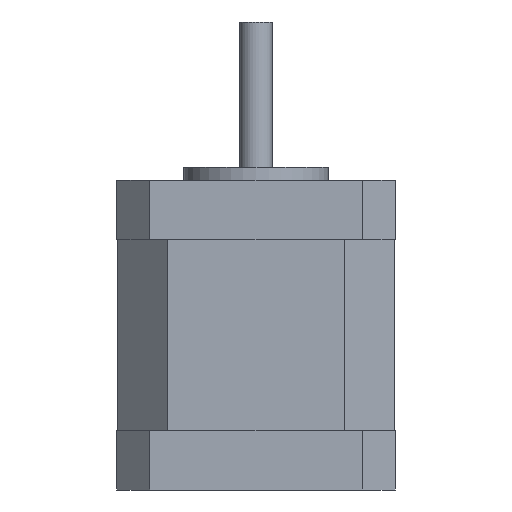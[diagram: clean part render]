
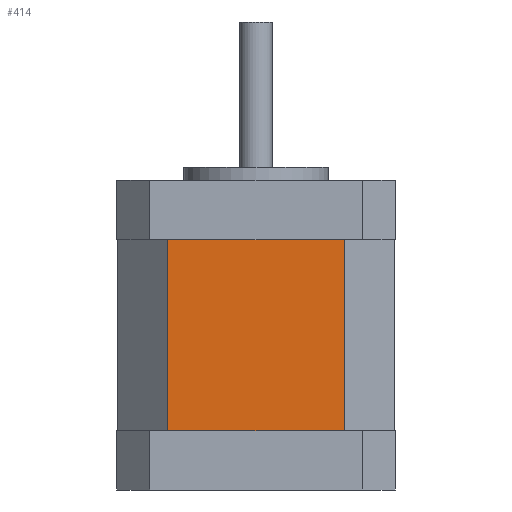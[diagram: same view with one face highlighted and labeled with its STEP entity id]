
A CAD part, front view. The second image highlights one B-rep face of the part: STEP entity #414.
In plain terms, the highlighted planar face has unit normal (0, -1, 0).
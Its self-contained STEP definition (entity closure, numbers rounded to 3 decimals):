
#414 = ADVANCED_FACE ( 'NONE', ( #3953 ), #1209, .T. ) ;
#720 = VECTOR ( 'NONE', #4610, 1000. ) ;
#876 = EDGE_CURVE ( 'NONE', #2284, #6267, #5980, .T. ) ;
#1209 = PLANE ( 'NONE',  #6698 ) ;
#1594 = ORIENTED_EDGE ( 'NONE', *, *, #4554, .T. ) ;
#2198 = VECTOR ( 'NONE', #4243, 1000. ) ;
#2284 = VERTEX_POINT ( 'NONE', #2338 ) ;
#2338 = CARTESIAN_POINT ( 'NONE',  ( -13.422, -21.05, -38. ) ) ;
#2401 = CARTESIAN_POINT ( 'NONE',  ( 13.422, -21.05, -9. ) ) ;
#2527 = LINE ( 'NONE', #4104, #720 ) ;
#2768 = CARTESIAN_POINT ( 'NONE',  ( -21.05, -21.05, -38. ) ) ;
#2792 = DIRECTION ( 'NONE',  ( 0., 0., -1. ) ) ;
#3010 = EDGE_CURVE ( 'NONE', #3023, #5785, #2527, .T. ) ;
#3023 = VERTEX_POINT ( 'NONE', #2401 ) ;
#3141 = CARTESIAN_POINT ( 'NONE',  ( -21.05, -21.05, -9. ) ) ;
#3189 = EDGE_CURVE ( 'NONE', #6267, #3023, #3651, .T. ) ;
#3359 = CARTESIAN_POINT ( 'NONE',  ( -13.422, -21.05, -38. ) ) ;
#3651 = LINE ( 'NONE', #3141, #2198 ) ;
#3786 = VECTOR ( 'NONE', #5474, 1000. ) ;
#3927 = ORIENTED_EDGE ( 'NONE', *, *, #3010, .F. ) ;
#3953 = FACE_OUTER_BOUND ( 'NONE', #4424, .T. ) ;
#4104 = CARTESIAN_POINT ( 'NONE',  ( 13.422, -21.05, -38. ) ) ;
#4107 = CARTESIAN_POINT ( 'NONE',  ( -13.422, -21.05, -9. ) ) ;
#4243 = DIRECTION ( 'NONE',  ( 1., 0., 0. ) ) ;
#4424 = EDGE_LOOP ( 'NONE', ( #3927, #4735, #6627, #1594 ) ) ;
#4554 = EDGE_CURVE ( 'NONE', #2284, #5785, #7066, .T. ) ;
#4610 = DIRECTION ( 'NONE',  ( 0., 0., -1. ) ) ;
#4735 = ORIENTED_EDGE ( 'NONE', *, *, #3189, .F. ) ;
#5066 = VECTOR ( 'NONE', #7113, 1000. ) ;
#5474 = DIRECTION ( 'NONE',  ( 1., 0., 0. ) ) ;
#5500 = CARTESIAN_POINT ( 'NONE',  ( -21.05, -21.05, -38. ) ) ;
#5785 = VERTEX_POINT ( 'NONE', #6751 ) ;
#5980 = LINE ( 'NONE', #3359, #5066 ) ;
#6267 = VERTEX_POINT ( 'NONE', #4107 ) ;
#6627 = ORIENTED_EDGE ( 'NONE', *, *, #876, .F. ) ;
#6649 = DIRECTION ( 'NONE',  ( 0., -1., 0. ) ) ;
#6698 = AXIS2_PLACEMENT_3D ( 'NONE', #2768, #6649, #2792 ) ;
#6751 = CARTESIAN_POINT ( 'NONE',  ( 13.422, -21.05, -38. ) ) ;
#7066 = LINE ( 'NONE', #5500, #3786 ) ;
#7113 = DIRECTION ( 'NONE',  ( 0., 0., 1. ) ) ;
